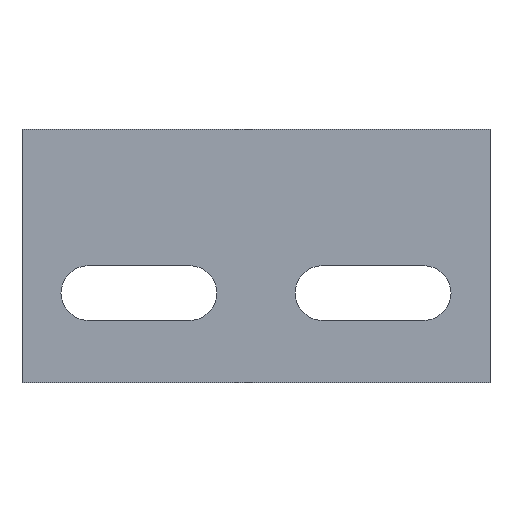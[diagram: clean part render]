
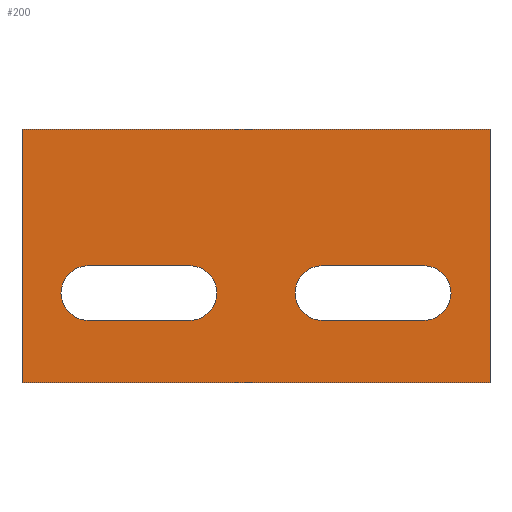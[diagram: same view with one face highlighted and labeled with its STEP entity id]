
A CAD part, front view. The second image highlights one B-rep face of the part: STEP entity #200.
In plain terms, the highlighted planar face has unit normal (0, -1, 0).
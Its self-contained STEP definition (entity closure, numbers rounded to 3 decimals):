
#13 = DIRECTION ( 'NONE',  ( 0., 1., 0. ) ) ;
#17 = ORIENTED_EDGE ( 'NONE', *, *, #1028, .F. ) ;
#19 = LINE ( 'NONE', #101, #945 ) ;
#23 = AXIS2_PLACEMENT_3D ( 'NONE', #199, #13, #1124 ) ;
#30 = VERTEX_POINT ( 'NONE', #206 ) ;
#34 = ORIENTED_EDGE ( 'NONE', *, *, #931, .F. ) ;
#45 = CIRCLE ( 'NONE', #1082, 7. ) ;
#68 = DIRECTION ( 'NONE',  ( -1., 0., 0. ) ) ;
#69 = VERTEX_POINT ( 'NONE', #223 ) ;
#80 = CARTESIAN_POINT ( 'NONE',  ( -43., 0., -35. ) ) ;
#101 = CARTESIAN_POINT ( 'NONE',  ( -60., 0., -65. ) ) ;
#103 = ORIENTED_EDGE ( 'NONE', *, *, #543, .T. ) ;
#109 = ORIENTED_EDGE ( 'NONE', *, *, #350, .T. ) ;
#118 = CARTESIAN_POINT ( 'NONE',  ( 50., 0., -42. ) ) ;
#147 = CARTESIAN_POINT ( 'NONE',  ( 43., 0., -42. ) ) ;
#155 = AXIS2_PLACEMENT_3D ( 'NONE', #876, #795, #68 ) ;
#156 = CIRCLE ( 'NONE', #1080, 7. ) ;
#162 = LINE ( 'NONE', #799, #922 ) ;
#164 = VERTEX_POINT ( 'NONE', #266 ) ;
#165 = LINE ( 'NONE', #340, #382 ) ;
#166 = DIRECTION ( 'NONE',  ( 1., 0., 0. ) ) ;
#167 = EDGE_CURVE ( 'NONE', #1100, #1003, #156, .T. ) ;
#177 = EDGE_LOOP ( 'NONE', ( #837, #109, #189, #103, #604 ) ) ;
#179 = VERTEX_POINT ( 'NONE', #332 ) ;
#189 = ORIENTED_EDGE ( 'NONE', *, *, #1195, .T. ) ;
#193 = CIRCLE ( 'NONE', #962, 7. ) ;
#199 = CARTESIAN_POINT ( 'NONE',  ( -43., 0., -42. ) ) ;
#200 = ADVANCED_FACE ( 'NONE', ( #1069, #969, #1008 ), #240, .T. ) ;
#205 = CARTESIAN_POINT ( 'NONE',  ( 43., 0., -42. ) ) ;
#206 = CARTESIAN_POINT ( 'NONE',  ( -43., 0., -49. ) ) ;
#213 = EDGE_CURVE ( 'NONE', #164, #889, #847, .T. ) ;
#219 = VERTEX_POINT ( 'NONE', #1174 ) ;
#223 = CARTESIAN_POINT ( 'NONE',  ( -43., 0., -35. ) ) ;
#225 = EDGE_CURVE ( 'NONE', #179, #1100, #721, .T. ) ;
#240 = PLANE ( 'NONE',  #155 ) ;
#245 = DIRECTION ( 'NONE',  ( 1., 0., 0. ) ) ;
#249 = VECTOR ( 'NONE', #1072, 1000. ) ;
#250 = VERTEX_POINT ( 'NONE', #396 ) ;
#261 = LINE ( 'NONE', #80, #670 ) ;
#266 = CARTESIAN_POINT ( 'NONE',  ( -17., 0., -35. ) ) ;
#267 = AXIS2_PLACEMENT_3D ( 'NONE', #1011, #367, #539 ) ;
#281 = ORIENTED_EDGE ( 'NONE', *, *, #1048, .T. ) ;
#296 = VERTEX_POINT ( 'NONE', #463 ) ;
#332 = CARTESIAN_POINT ( 'NONE',  ( 43., 0., -49. ) ) ;
#336 = EDGE_CURVE ( 'NONE', #368, #250, #19, .T. ) ;
#340 = CARTESIAN_POINT ( 'NONE',  ( 60., 0., 0. ) ) ;
#350 = EDGE_CURVE ( 'NONE', #30, #296, #982, .T. ) ;
#354 = CARTESIAN_POINT ( 'NONE',  ( -60., 0., -65. ) ) ;
#367 = DIRECTION ( 'NONE',  ( 0., 1., 0. ) ) ;
#368 = VERTEX_POINT ( 'NONE', #557 ) ;
#382 = VECTOR ( 'NONE', #1183, 1000. ) ;
#383 = AXIS2_PLACEMENT_3D ( 'NONE', #509, #418, #429 ) ;
#389 = EDGE_CURVE ( 'NONE', #737, #179, #193, .T. ) ;
#395 = CARTESIAN_POINT ( 'NONE',  ( -17., 0., -49. ) ) ;
#396 = CARTESIAN_POINT ( 'NONE',  ( 60., 0., -65. ) ) ;
#402 = VECTOR ( 'NONE', #717, 1000. ) ;
#406 = DIRECTION ( 'NONE',  ( 0., 1., 0. ) ) ;
#418 = DIRECTION ( 'NONE',  ( 0., 1., 0. ) ) ;
#429 = DIRECTION ( 'NONE',  ( -1., 0., 0. ) ) ;
#441 = CARTESIAN_POINT ( 'NONE',  ( 17., 0., -35. ) ) ;
#445 = ORIENTED_EDGE ( 'NONE', *, *, #225, .T. ) ;
#463 = CARTESIAN_POINT ( 'NONE',  ( -50., 0., -42. ) ) ;
#471 = CARTESIAN_POINT ( 'NONE',  ( 17., 0., -49. ) ) ;
#503 = DIRECTION ( 'NONE',  ( 0., 1., 0. ) ) ;
#509 = CARTESIAN_POINT ( 'NONE',  ( -17., 0., -42. ) ) ;
#537 = CARTESIAN_POINT ( 'NONE',  ( 43., 0., -49. ) ) ;
#539 = DIRECTION ( 'NONE',  ( -1., 0., 0. ) ) ;
#543 = EDGE_CURVE ( 'NONE', #69, #164, #261, .T. ) ;
#557 = CARTESIAN_POINT ( 'NONE',  ( -60., 0., -65. ) ) ;
#600 = CARTESIAN_POINT ( 'NONE',  ( 17., 0., -42. ) ) ;
#604 = ORIENTED_EDGE ( 'NONE', *, *, #213, .T. ) ;
#620 = EDGE_LOOP ( 'NONE', ( #445, #762, #281, #1103, #872 ) ) ;
#625 = LINE ( 'NONE', #987, #249 ) ;
#633 = EDGE_CURVE ( 'NONE', #219, #1193, #162, .T. ) ;
#635 = CARTESIAN_POINT ( 'NONE',  ( -60., 0., 0. ) ) ;
#663 = DIRECTION ( 'NONE',  ( 1., 0., 0. ) ) ;
#670 = VECTOR ( 'NONE', #166, 1000. ) ;
#717 = DIRECTION ( 'NONE',  ( 0., 0., 1. ) ) ;
#719 = DIRECTION ( 'NONE',  ( -1., 0., 0. ) ) ;
#721 = LINE ( 'NONE', #537, #899 ) ;
#737 = VERTEX_POINT ( 'NONE', #118 ) ;
#748 = DIRECTION ( 'NONE',  ( 1., 0., 0. ) ) ;
#758 = DIRECTION ( 'NONE',  ( -1., 0., 0. ) ) ;
#762 = ORIENTED_EDGE ( 'NONE', *, *, #167, .T. ) ;
#795 = DIRECTION ( 'NONE',  ( 0., -1., 0. ) ) ;
#799 = CARTESIAN_POINT ( 'NONE',  ( 60., 0., 0. ) ) ;
#808 = CARTESIAN_POINT ( 'NONE',  ( 43., 0., -35. ) ) ;
#809 = EDGE_CURVE ( 'NONE', #889, #30, #852, .T. ) ;
#815 = ORIENTED_EDGE ( 'NONE', *, *, #633, .T. ) ;
#825 = VECTOR ( 'NONE', #758, 1000. ) ;
#837 = ORIENTED_EDGE ( 'NONE', *, *, #809, .T. ) ;
#842 = EDGE_CURVE ( 'NONE', #1006, #737, #45, .T. ) ;
#847 = CIRCLE ( 'NONE', #383, 7. ) ;
#852 = LINE ( 'NONE', #395, #825 ) ;
#870 = DIRECTION ( 'NONE',  ( 1., 0., 0. ) ) ;
#872 = ORIENTED_EDGE ( 'NONE', *, *, #389, .T. ) ;
#876 = CARTESIAN_POINT ( 'NONE',  ( 60., 0., 0. ) ) ;
#881 = DIRECTION ( 'NONE',  ( -1., 0., 0. ) ) ;
#889 = VERTEX_POINT ( 'NONE', #1066 ) ;
#899 = VECTOR ( 'NONE', #881, 1000. ) ;
#922 = VECTOR ( 'NONE', #719, 1000. ) ;
#931 = EDGE_CURVE ( 'NONE', #219, #250, #165, .T. ) ;
#943 = CIRCLE ( 'NONE', #267, 7. ) ;
#945 = VECTOR ( 'NONE', #748, 1000. ) ;
#962 = AXIS2_PLACEMENT_3D ( 'NONE', #205, #1117, #663 ) ;
#969 = FACE_BOUND ( 'NONE', #177, .T. ) ;
#982 = CIRCLE ( 'NONE', #23, 7. ) ;
#987 = CARTESIAN_POINT ( 'NONE',  ( 17., 0., -35. ) ) ;
#1003 = VERTEX_POINT ( 'NONE', #441 ) ;
#1006 = VERTEX_POINT ( 'NONE', #808 ) ;
#1008 = FACE_OUTER_BOUND ( 'NONE', #1073, .T. ) ;
#1011 = CARTESIAN_POINT ( 'NONE',  ( -43., 0., -42. ) ) ;
#1028 = EDGE_CURVE ( 'NONE', #368, #1193, #1094, .T. ) ;
#1048 = EDGE_CURVE ( 'NONE', #1003, #1006, #625, .T. ) ;
#1066 = CARTESIAN_POINT ( 'NONE',  ( -17., 0., -49. ) ) ;
#1069 = FACE_BOUND ( 'NONE', #620, .T. ) ;
#1072 = DIRECTION ( 'NONE',  ( 1., 0., 0. ) ) ;
#1073 = EDGE_LOOP ( 'NONE', ( #34, #815, #17, #1083 ) ) ;
#1080 = AXIS2_PLACEMENT_3D ( 'NONE', #600, #503, #245 ) ;
#1082 = AXIS2_PLACEMENT_3D ( 'NONE', #147, #406, #870 ) ;
#1083 = ORIENTED_EDGE ( 'NONE', *, *, #336, .T. ) ;
#1094 = LINE ( 'NONE', #354, #402 ) ;
#1100 = VERTEX_POINT ( 'NONE', #471 ) ;
#1103 = ORIENTED_EDGE ( 'NONE', *, *, #842, .T. ) ;
#1117 = DIRECTION ( 'NONE',  ( 0., 1., 0. ) ) ;
#1124 = DIRECTION ( 'NONE',  ( -1., 0., 0. ) ) ;
#1174 = CARTESIAN_POINT ( 'NONE',  ( 60., 0., 0. ) ) ;
#1183 = DIRECTION ( 'NONE',  ( 0., 0., -1. ) ) ;
#1193 = VERTEX_POINT ( 'NONE', #635 ) ;
#1195 = EDGE_CURVE ( 'NONE', #296, #69, #943, .T. ) ;
